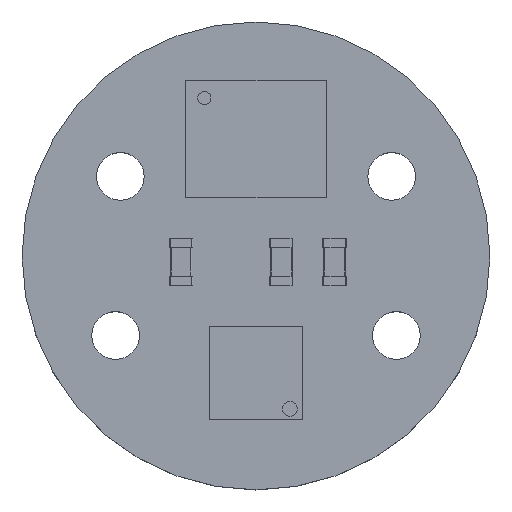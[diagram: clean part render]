
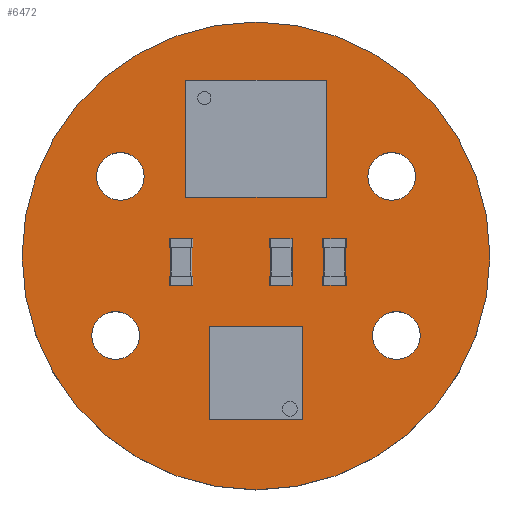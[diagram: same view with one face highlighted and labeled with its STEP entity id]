
A CAD part, top view. The second image highlights one B-rep face of the part: STEP entity #6472.
In plain terms, the highlighted planar face has unit normal (0, 0, 1).
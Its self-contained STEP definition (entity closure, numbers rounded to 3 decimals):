
#99=FACE_BOUND('',#2603,.T.);
#100=FACE_BOUND('',#2604,.T.);
#101=FACE_BOUND('',#2605,.T.);
#102=FACE_BOUND('',#2606,.T.);
#2193=FACE_OUTER_BOUND('',#2602,.T.);
#2602=EDGE_LOOP('',(#5723));
#2603=EDGE_LOOP('',(#5724));
#2604=EDGE_LOOP('',(#5725));
#2605=EDGE_LOOP('',(#5726));
#2606=EDGE_LOOP('',(#5727));
#2664=CIRCLE('',#7003,5.);
#2666=CIRCLE('',#7006,0.51);
#2667=CIRCLE('',#7007,0.51);
#2668=CIRCLE('',#7008,0.51);
#2669=CIRCLE('',#7009,0.51);
#3222=VERTEX_POINT('',#10485);
#3224=VERTEX_POINT('',#10491);
#3225=VERTEX_POINT('',#10493);
#3226=VERTEX_POINT('',#10495);
#3227=VERTEX_POINT('',#10497);
#4056=EDGE_CURVE('',#3222,#3222,#2664,.T.);
#4059=EDGE_CURVE('',#3224,#3224,#2666,.T.);
#4060=EDGE_CURVE('',#3225,#3225,#2667,.T.);
#4061=EDGE_CURVE('',#3226,#3226,#2668,.T.);
#4062=EDGE_CURVE('',#3227,#3227,#2669,.T.);
#5723=ORIENTED_EDGE('',*,*,#4056,.T.);
#5724=ORIENTED_EDGE('',*,*,#4059,.F.);
#5725=ORIENTED_EDGE('',*,*,#4060,.F.);
#5726=ORIENTED_EDGE('',*,*,#4061,.F.);
#5727=ORIENTED_EDGE('',*,*,#4062,.F.);
#6097=PLANE('',#7005);
#6472=ADVANCED_FACE('',(#2193,#99,#100,#101,#102),#6097,.T.);
#7003=AXIS2_PLACEMENT_3D('',#10486,#8673,#8674);
#7005=AXIS2_PLACEMENT_3D('',#10490,#8678,#8679);
#7006=AXIS2_PLACEMENT_3D('',#10492,#8680,#8681);
#7007=AXIS2_PLACEMENT_3D('',#10494,#8682,#8683);
#7008=AXIS2_PLACEMENT_3D('',#10496,#8684,#8685);
#7009=AXIS2_PLACEMENT_3D('',#10498,#8686,#8687);
#8673=DIRECTION('center_axis',(0.,0.,1.));
#8674=DIRECTION('ref_axis',(1.,0.,0.));
#8678=DIRECTION('center_axis',(0.,0.,1.));
#8679=DIRECTION('ref_axis',(1.,0.,0.));
#8680=DIRECTION('center_axis',(0.,0.,1.));
#8681=DIRECTION('ref_axis',(1.,0.,0.));
#8682=DIRECTION('center_axis',(0.,0.,1.));
#8683=DIRECTION('ref_axis',(1.,0.,0.));
#8684=DIRECTION('center_axis',(0.,0.,1.));
#8685=DIRECTION('ref_axis',(1.,0.,0.));
#8686=DIRECTION('center_axis',(0.,0.,1.));
#8687=DIRECTION('ref_axis',(1.,0.,0.));
#10485=CARTESIAN_POINT('',(123.67,-80.41,1.58));
#10486=CARTESIAN_POINT('Origin',(128.67,-80.41,1.58));
#10490=CARTESIAN_POINT('Origin',(128.67,-80.41,1.58));
#10491=CARTESIAN_POINT('',(125.16,-82.11,1.58));
#10492=CARTESIAN_POINT('Origin',(125.67,-82.11,1.58));
#10493=CARTESIAN_POINT('',(131.16,-82.11,1.58));
#10494=CARTESIAN_POINT('Origin',(131.67,-82.11,1.58));
#10495=CARTESIAN_POINT('',(125.26,-78.71,1.58));
#10496=CARTESIAN_POINT('Origin',(125.77,-78.71,1.58));
#10497=CARTESIAN_POINT('',(131.06,-78.71,1.58));
#10498=CARTESIAN_POINT('Origin',(131.57,-78.71,1.58));
